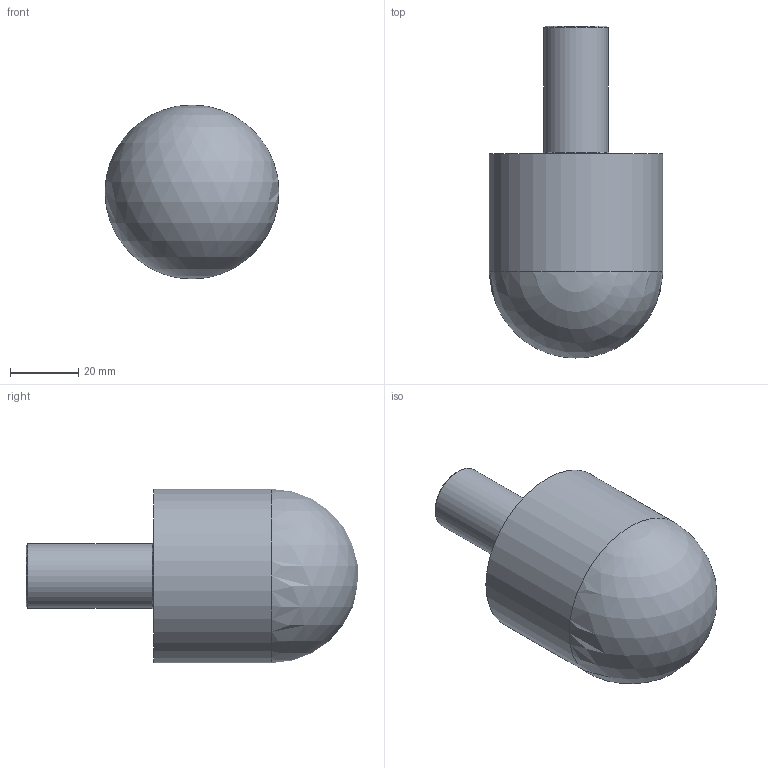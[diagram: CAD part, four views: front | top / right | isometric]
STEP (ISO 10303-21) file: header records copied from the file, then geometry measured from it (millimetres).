
FILE_DESCRIPTION(('HOOPS Exchange Step'),'2;1');
FILE_NAME('export-8D240337-C0A1-4B0E-96C5-8D6311DA0213.stp','2023-04-27T17:44:17+02:00',('Engineering'),('Alibre'),'HOOPS Exchange 2021.0','Alibre','Unknown authorisation');
FILE_SCHEMA( ('AP242_MANAGED_MODEL_BASED_3D_ENGINEERING_MIM_LF {1 0 10303 442 1 1 4 }') );
Length unit declared in the file: millimetre
Products named in the file (1): 4363 EPS and Foams CNC Milling Cutter Round Tip 3.83 inch 98mm
Bounding box: 51 x 97.31 x 51 mm (x, y, z)
Volume: 115837.9 mm3; surface area: 13859.5 mm2
Topology: 1 solids, 1 shells, 7 faces, 18 edges, 12 vertices
Faces by surface type: cone 2, cylinder 2, plane 2, sphere 1
Full cylindrical faces by diameter (mm): 19 x1, 51 x1
Entity records: 254 total; most frequent: DIRECTION 46, CARTESIAN_POINT 37, ORIENTED_EDGE 32, AXIS2_PLACEMENT_3D 21, EDGE_CURVE 16, VERTEX_POINT 12, CIRCLE 12, EDGE_LOOP 8
